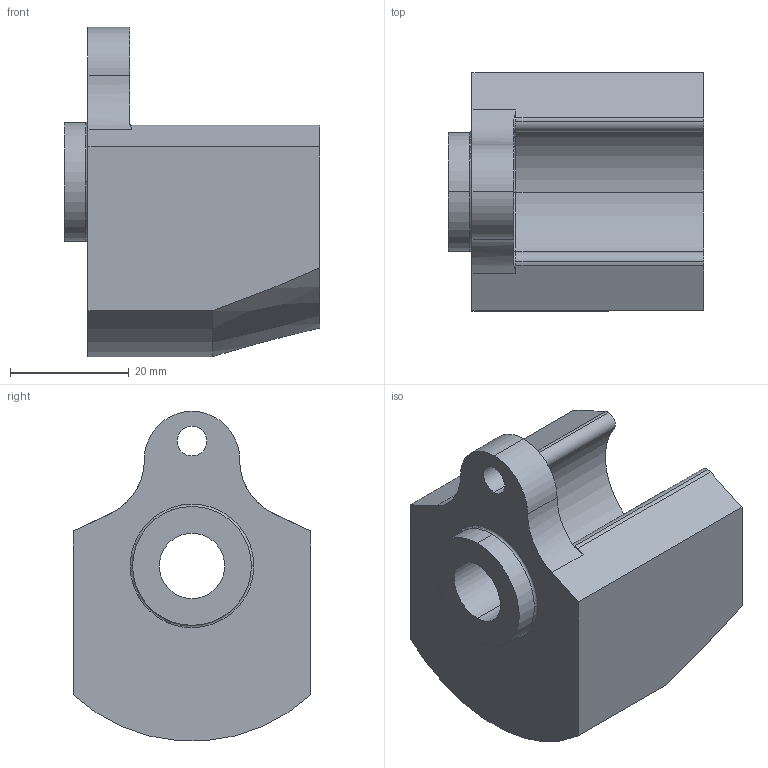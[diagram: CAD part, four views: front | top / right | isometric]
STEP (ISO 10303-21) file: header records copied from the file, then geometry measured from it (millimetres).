
FILE_DESCRIPTION (( 'STEP AP214' ), '1' );
FILE_NAME ('1702.720.stp', '2018-03-26T11:10:55', ( '' ), ( '' ), 'SwSTEP 2.0', 'SolidWorks 2016', '' );
FILE_SCHEMA (( 'AUTOMOTIVE_DESIGN' ));
Length unit declared in the file: millimetre
Products named in the file (1): 1702.720
Bounding box: 43 x 40 x 55.4 mm (x, y, z)
Volume: 41084 mm3; surface area: 10420.3 mm2
Topology: 1 solids, 1 shells, 34 faces, 90 edges, 59 vertices
Faces by surface type: cylinder 19, plane 8, torus 6, cone 1
Entity records: 1342 total; most frequent: CARTESIAN_POINT 426, DIRECTION 198, ORIENTED_EDGE 180, EDGE_CURVE 90, AXIS2_PLACEMENT_3D 83, VERTEX_POINT 59, CIRCLE 48, EDGE_LOOP 39
